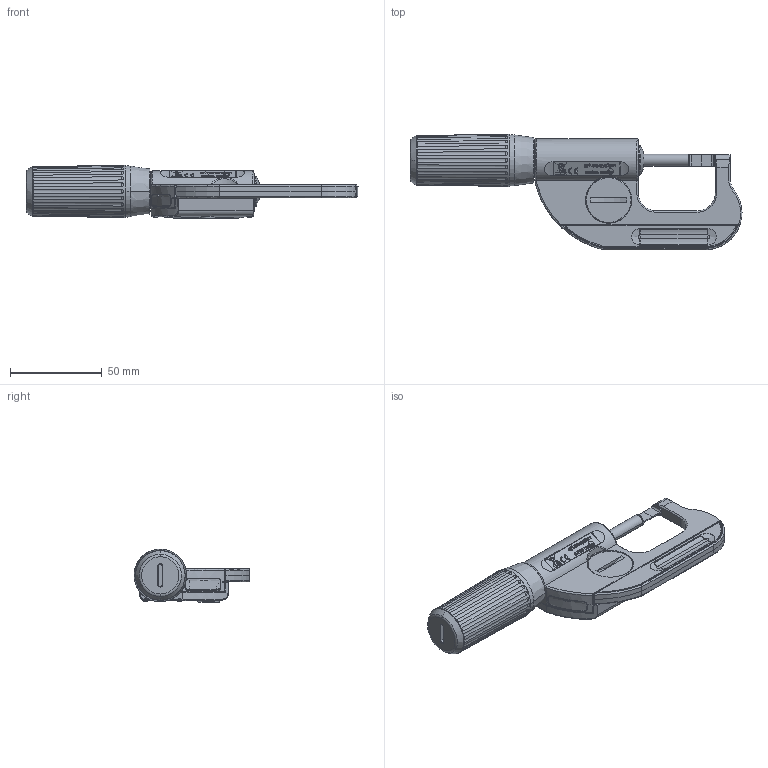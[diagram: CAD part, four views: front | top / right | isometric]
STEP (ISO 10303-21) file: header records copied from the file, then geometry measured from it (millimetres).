
FILE_DESCRIPTION((''),'2;1');
FILE_NAME('PM276_021_051_FERME_ASM','2023-11-28T16:13:27',('FST'),('Sylvac SA'),'CREO PARAMETRIC BY PTC INC, 2022244','CREO PARAMETRIC BY PTC INC, 2022244','');
FILE_SCHEMA(('CONFIG_CONTROL_DESIGN'));
Products named in the file (31): PM276_110_642FINITION; PM276_100_601; PM276_100_698; PM276_103_055_ASM; 276_100_615; PM276_103_746; PM276_100_678; PM276_103_029_ASM; PM276_103_028_LONG_ASM; PM276_110_654; PM276_103_927; PM276_100_913_MONTE; PM276_100_623; PM276_103_047_SOFT_ASM; PM276_103_024_FERME_ASM; 276_300_625; 276_300_626; 276_300_633; 276_250_021_ASM; 276_230_700; 295_200_602; 303_400_607; PM276_230_736; PM276_200_407; PM276_230_005_ASM; VIS_T_CYL_BB_M1_6X6_BN20038; 276_100_612; OR22_1; 276_300_635; PM229_001_693; PM276_021_051_FERME_ASM
Assembly tree (38 placements, depth 5):
  PM276_021_051_FERME_ASM
    PM276_103_024_FERME_ASM
      PM276_103_055_ASM
        PM276_110_642FINITION
        PM276_100_601
        PM276_100_698
      276_100_615
      PM276_103_028_LONG_ASM
        PM276_103_029_ASM
          PM276_103_746
          PM276_100_678
      PM276_103_047_SOFT_ASM
        PM276_110_654
        PM276_103_927
        PM276_100_913_MONTE
        PM276_100_623
    276_300_625
    276_300_626
    276_300_633
    276_250_021_ASM
    PM276_230_005_ASM
      276_230_700
      295_200_602  x2
      303_400_607
      PM276_230_736
      PM276_200_407
    VIS_T_CYL_BB_M1_6X6_BN20038  x8
    276_100_612
    OR22_1
    276_300_635
    PM229_001_693
Bounding box: 180.55 x 62.95 x 29.13 mm (x, y, z)
Volume: 58365.8 mm3; surface area: 75158.6 mm2
Topology: 32 solids, 56 shells, 3141 faces, 8160 edges, 5218 vertices
Faces by surface type: plane 1189, cylinder 727, cone 485, extrusion 387, bspline 159, torus 154, sphere 40
Entity records: 126933 total; most frequent: CARTESIAN_POINT 57227, ORIENTED_EDGE 14980, DIRECTION 13181, EDGE_CURVE 7522, VERTEX_POINT 4839, AXIS2_PLACEMENT_3D 4442, VECTOR 4297, LINE 3910
